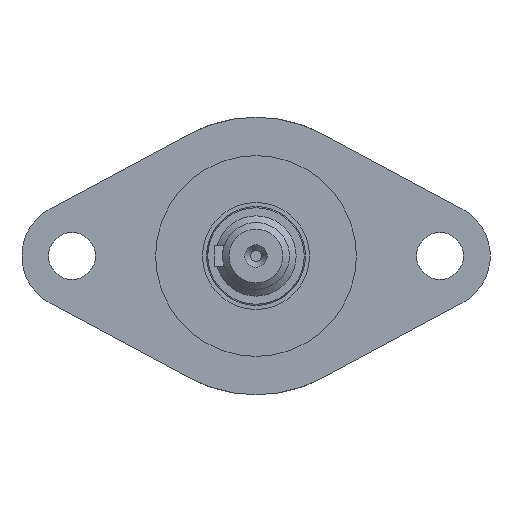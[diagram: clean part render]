
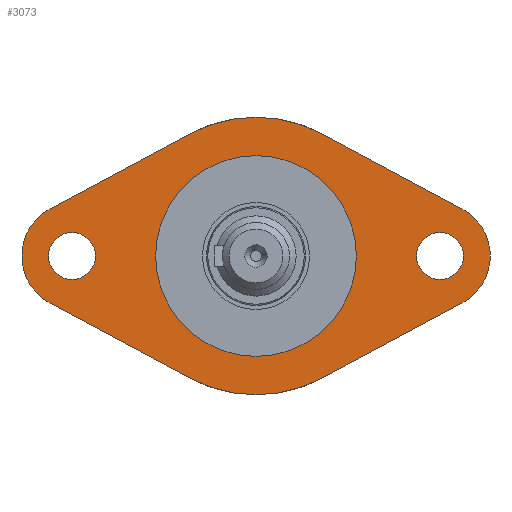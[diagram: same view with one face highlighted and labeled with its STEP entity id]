
A CAD part, left-side view. The second image highlights one B-rep face of the part: STEP entity #3073.
In plain terms, the highlighted planar face has unit normal (-1, 0, 0).
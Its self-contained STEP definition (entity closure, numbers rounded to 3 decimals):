
#474=LINE('',#5077,#742);
#476=LINE('',#5082,#744);
#480=LINE('',#5095,#748);
#485=LINE('',#5108,#753);
#742=VECTOR('',#4032,10.);
#744=VECTOR('',#4036,10.);
#748=VECTOR('',#4048,10.);
#753=VECTOR('',#4061,10.);
#823=FACE_BOUND('',#1163,.T.);
#824=FACE_BOUND('',#1164,.T.);
#825=FACE_BOUND('',#1165,.T.);
#975=FACE_OUTER_BOUND('',#1162,.T.);
#1162=EDGE_LOOP('',(#2699,#2700,#2701,#2702,#2703,#2704,#2705,#2706));
#1163=EDGE_LOOP('',(#2707));
#1164=EDGE_LOOP('',(#2708));
#1165=EDGE_LOOP('',(#2709));
#1262=CIRCLE('',#3317,3.5);
#1264=CIRCLE('',#3320,3.5);
#1266=CIRCLE('',#3323,8.);
#1270=CIRCLE('',#3332,8.);
#1272=CIRCLE('',#3337,15.);
#1274=CIRCLE('',#3340,20.75);
#1275=CIRCLE('',#3341,20.75);
#1518=VERTEX_POINT('',#5054);
#1520=VERTEX_POINT('',#5060);
#1523=VERTEX_POINT('',#5067);
#1524=VERTEX_POINT('',#5069);
#1526=VERTEX_POINT('',#5075);
#1528=VERTEX_POINT('',#5081);
#1532=VERTEX_POINT('',#5092);
#1533=VERTEX_POINT('',#5094);
#1535=VERTEX_POINT('',#5100);
#1537=VERTEX_POINT('',#5106);
#1538=VERTEX_POINT('',#5112);
#1904=EDGE_CURVE('',#1518,#1518,#1262,.T.);
#1907=EDGE_CURVE('',#1520,#1520,#1264,.T.);
#1910=EDGE_CURVE('',#1523,#1524,#1266,.T.);
#1914=EDGE_CURVE('',#1526,#1523,#474,.T.);
#1916=EDGE_CURVE('',#1524,#1528,#476,.T.);
#1922=EDGE_CURVE('',#1533,#1532,#480,.T.);
#1926=EDGE_CURVE('',#1532,#1535,#1270,.T.);
#1929=EDGE_CURVE('',#1535,#1537,#485,.T.);
#1931=EDGE_CURVE('',#1538,#1538,#1272,.T.);
#1934=EDGE_CURVE('',#1528,#1537,#1274,.T.);
#1935=EDGE_CURVE('',#1533,#1526,#1275,.T.);
#2699=ORIENTED_EDGE('',*,*,#1934,.F.);
#2700=ORIENTED_EDGE('',*,*,#1916,.F.);
#2701=ORIENTED_EDGE('',*,*,#1910,.F.);
#2702=ORIENTED_EDGE('',*,*,#1914,.F.);
#2703=ORIENTED_EDGE('',*,*,#1935,.F.);
#2704=ORIENTED_EDGE('',*,*,#1922,.T.);
#2705=ORIENTED_EDGE('',*,*,#1926,.T.);
#2706=ORIENTED_EDGE('',*,*,#1929,.T.);
#2707=ORIENTED_EDGE('',*,*,#1904,.T.);
#2708=ORIENTED_EDGE('',*,*,#1907,.T.);
#2709=ORIENTED_EDGE('',*,*,#1931,.T.);
#2917=PLANE('',#3339);
#3073=ADVANCED_FACE('',(#975,#823,#824,#825),#2917,.T.);
#3317=AXIS2_PLACEMENT_3D('',#5056,#4011,#4012);
#3320=AXIS2_PLACEMENT_3D('',#5062,#4018,#4019);
#3323=AXIS2_PLACEMENT_3D('',#5070,#4025,#4026);
#3332=AXIS2_PLACEMENT_3D('',#5102,#4055,#4056);
#3337=AXIS2_PLACEMENT_3D('',#5113,#4068,#4069);
#3339=AXIS2_PLACEMENT_3D('',#5117,#4073,#4074);
#3340=AXIS2_PLACEMENT_3D('',#5118,#4075,#4076);
#3341=AXIS2_PLACEMENT_3D('',#5119,#4077,#4078);
#4011=DIRECTION('center_axis',(1.,0.,0.));
#4012=DIRECTION('ref_axis',(0.,0.,
1.));
#4018=DIRECTION('center_axis',(1.,0.,0.));
#4019=DIRECTION('ref_axis',(0.,0.,
1.));
#4025=DIRECTION('center_axis',(1.,0.,0.));
#4026=DIRECTION('ref_axis',(0.,-0.472,-0.881));
#4032=DIRECTION('',(0.,0.881,0.472));
#4036=DIRECTION('',(0.,-0.881,0.472));
#4048=DIRECTION('',(0.,-0.881,0.472));
#4055=DIRECTION('center_axis',(-1.,0.,0.));
#4056=DIRECTION('ref_axis',(0.,-0.472,-0.881));
#4061=DIRECTION('',(0.,0.881,0.472));
#4068=DIRECTION('center_axis',(1.,0.,0.));
#4069=DIRECTION('ref_axis',(0.,-1.,0.));
#4073=DIRECTION('center_axis',(-1.,0.,0.));
#4074=DIRECTION('ref_axis',(0.,0.,-1.));
#4075=DIRECTION('center_axis',(1.,0.,0.));
#4076=DIRECTION('ref_axis',(0.,-1.,0.));
#4077=DIRECTION('center_axis',(1.,0.,0.));
#4078=DIRECTION('ref_axis',(0.,-1.,0.));
#5054=CARTESIAN_POINT('',(-114.7,-27.5,-3.5));
#5056=CARTESIAN_POINT('Origin',(-114.7,-27.5,0.));
#5060=CARTESIAN_POINT('',(-114.7,27.5,-3.5));
#5062=CARTESIAN_POINT('Origin',(-114.7,27.5,0.));
#5067=CARTESIAN_POINT('',(-114.7,30.778,-7.052));
#5069=CARTESIAN_POINT('',(-114.7,30.778,7.052));
#5070=CARTESIAN_POINT('Origin',(-114.7,27.,0.));
#5075=CARTESIAN_POINT('',(-114.7,9.799,-18.291));
#5077=CARTESIAN_POINT('',(-114.7,9.799,-18.291));
#5081=CARTESIAN_POINT('',(-114.7,9.799,18.291));
#5082=CARTESIAN_POINT('',(-114.7,30.778,7.052));
#5092=CARTESIAN_POINT('',(-114.7,-30.778,-7.052));
#5094=CARTESIAN_POINT('',(-114.7,-9.799,-18.291));
#5095=CARTESIAN_POINT('',(-114.7,-9.799,-18.291));
#5100=CARTESIAN_POINT('',(-114.7,-30.778,7.052));
#5102=CARTESIAN_POINT('Origin',(-114.7,-27.,0.));
#5106=CARTESIAN_POINT('',(-114.7,-9.799,18.291));
#5108=CARTESIAN_POINT('',(-114.7,-30.778,7.052));
#5112=CARTESIAN_POINT('',(-114.7,15.,0.));
#5113=CARTESIAN_POINT('Origin',(-114.7,0.,
0.));
#5117=CARTESIAN_POINT('Origin',(-114.7,-17.875,0.));
#5118=CARTESIAN_POINT('Origin',(-114.7,0.,
0.));
#5119=CARTESIAN_POINT('Origin',(-114.7,0.,
0.));
